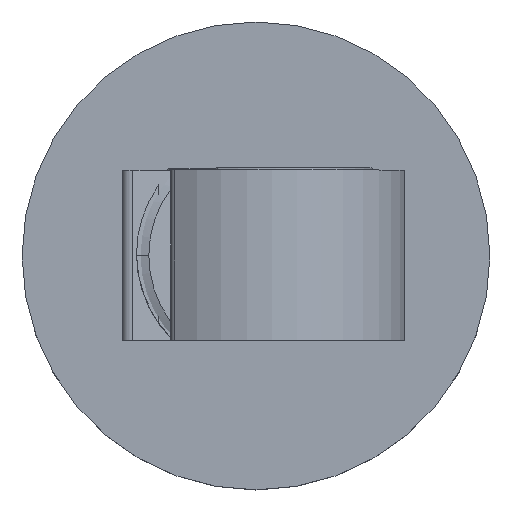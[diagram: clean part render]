
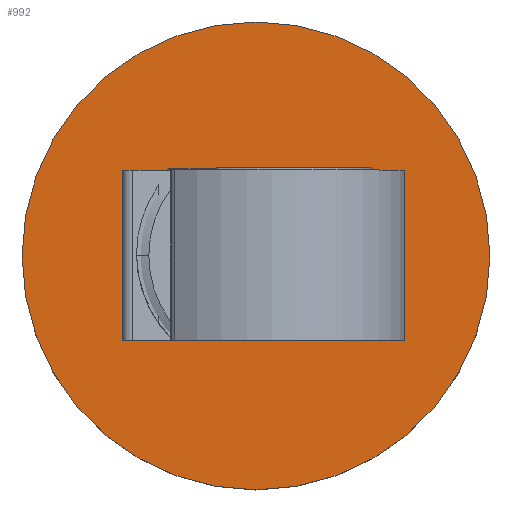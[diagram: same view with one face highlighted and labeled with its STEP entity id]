
A CAD part, top view. The second image highlights one B-rep face of the part: STEP entity #992.
In plain terms, the highlighted planar face has unit normal (0, 0, 1).
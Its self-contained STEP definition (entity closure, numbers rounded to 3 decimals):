
#60 = EDGE_CURVE ( 'NONE', #412, #105, #575, .T. ) ;
#105 = VERTEX_POINT ( 'NONE', #1195 ) ;
#155 = AXIS2_PLACEMENT_3D ( 'NONE', #1306, #1300, #1297 ) ;
#206 = CIRCLE ( 'NONE', #1530, 27.5 ) ;
#228 = EDGE_CURVE ( 'NONE', #105, #412, #206, .T. ) ;
#276 = CARTESIAN_POINT ( 'NONE',  ( -27.5, 0., 9. ) ) ;
#412 = VERTEX_POINT ( 'NONE', #276 ) ;
#480 = ORIENTED_EDGE ( 'NONE', *, *, #60, .T. ) ;
#492 = AXIS2_PLACEMENT_3D ( 'NONE', #1616, #1594, #1593 ) ;
#575 = CIRCLE ( 'NONE', #155, 27.5 ) ;
#684 = ORIENTED_EDGE ( 'NONE', *, *, #228, .T. ) ;
#719 = DIRECTION ( 'NONE',  ( 0., 0., 1. ) ) ;
#729 = DIRECTION ( 'NONE',  ( 1., 0., 0. ) ) ;
#732 = CARTESIAN_POINT ( 'NONE',  ( 0., 0., 9. ) ) ;
#831 = EDGE_LOOP ( 'NONE', ( #480, #684 ) ) ;
#992 = ADVANCED_FACE ( 'NONE', ( #997 ), #1613, .T. ) ;
#997 = FACE_OUTER_BOUND ( 'NONE', #831, .T. ) ;
#1195 = CARTESIAN_POINT ( 'NONE',  ( 27.5, 0., 9. ) ) ;
#1297 = DIRECTION ( 'NONE',  ( 1., 0., 0. ) ) ;
#1300 = DIRECTION ( 'NONE',  ( 0., 0., 1. ) ) ;
#1306 = CARTESIAN_POINT ( 'NONE',  ( 0., 0., 9. ) ) ;
#1530 = AXIS2_PLACEMENT_3D ( 'NONE', #732, #719, #729 ) ;
#1593 = DIRECTION ( 'NONE',  ( 1., 0., 0. ) ) ;
#1594 = DIRECTION ( 'NONE',  ( 0., 0., 1. ) ) ;
#1613 = PLANE ( 'NONE',  #492 ) ;
#1616 = CARTESIAN_POINT ( 'NONE',  ( 0., 0., 9. ) ) ;
